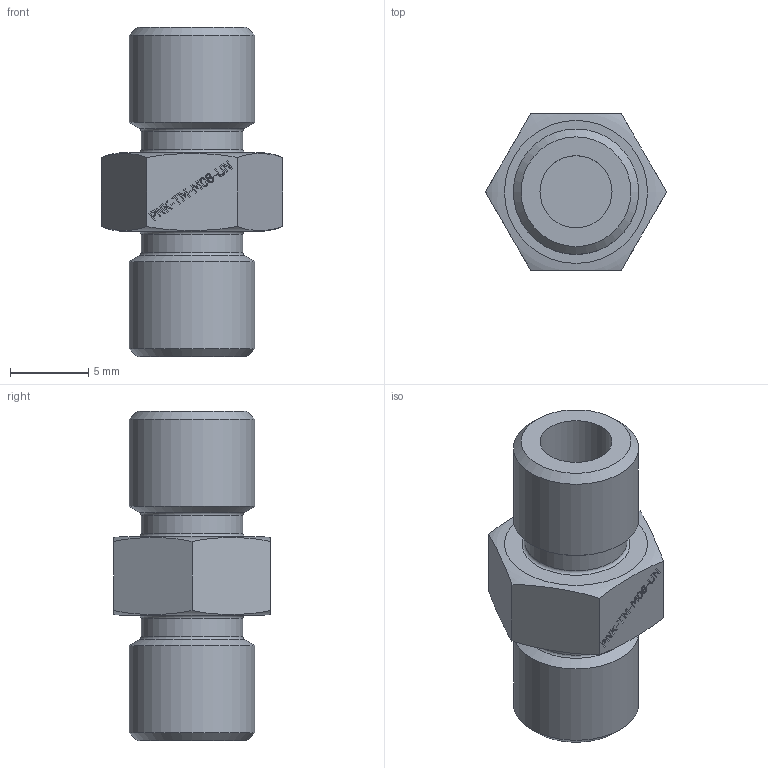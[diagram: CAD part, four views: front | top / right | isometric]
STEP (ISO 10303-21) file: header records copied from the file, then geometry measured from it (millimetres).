
FILE_DESCRIPTION(/* description */ (''),/* implementation_level */ '2;1');
FILE_NAME(/* name */ 'PNK-TM-M08-UN.stp',/* time_stamp */ '2025-02-11T10:32:33-03:00',/* author */ ('Jefferson'),/* organization */ (''),/* preprocessor_version */ 'ST-DEVELOPER v19',/* originating_system */ 'Autodesk Inventor 2023',/* authorisation */ '');
FILE_SCHEMA (('AUTOMOTIVE_DESIGN { 1 0 10303 214 3 1 1 }'));
Length unit declared in the file: millimetre
Products named in the file (1): PNK-TM-M08-UN
Bounding box: 11.55 x 10 x 21 mm (x, y, z)
Volume: 1037.4 mm3; surface area: 877.6 mm2
Topology: 1 solids, 1 shells, 186 faces, 485 edges, 323 vertices
Faces by surface type: plane 123, bspline 47, cylinder 6, torus 6, cone 4
Full cylindrical faces by diameter (mm): 4.6 x2, 6.5 x2, 8 x2
Entity records: 5983 total; most frequent: CARTESIAN_POINT 1666, ORIENTED_EDGE 970, DIRECTION 693, EDGE_CURVE 485, LINE 345, VECTOR 345, VERTEX_POINT 322, EDGE_LOOP 207
